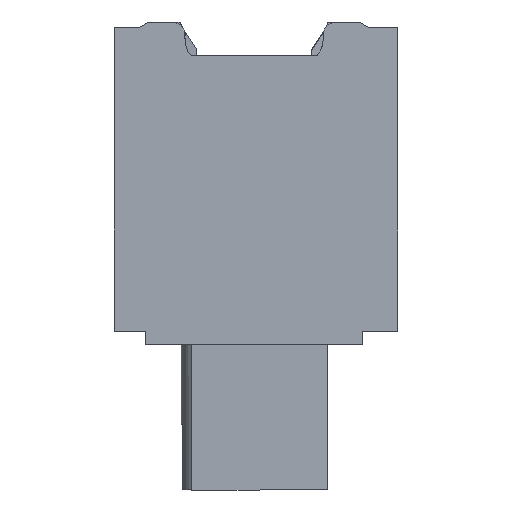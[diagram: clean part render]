
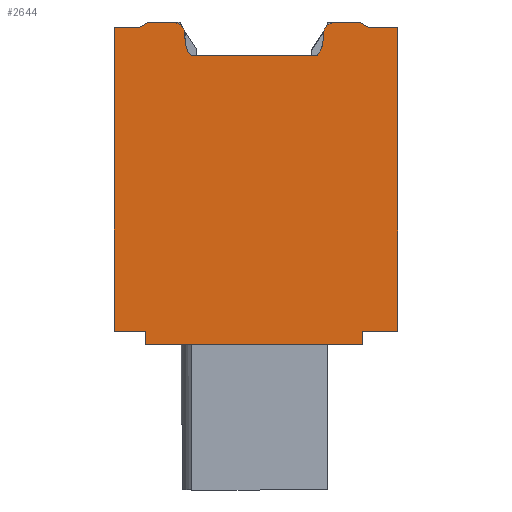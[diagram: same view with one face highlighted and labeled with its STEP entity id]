
A CAD part, left-side view. The second image highlights one B-rep face of the part: STEP entity #2644.
In plain terms, the highlighted planar face has unit normal (-1, 0, 0).
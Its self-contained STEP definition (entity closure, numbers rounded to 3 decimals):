
#875=AXIS2_PLACEMENT_3D('Circle Axis2P3D',#873,#874,$) ;
#923=AXIS2_PLACEMENT_3D('Circle Axis2P3D',#921,#922,$) ;
#2547=AXIS2_PLACEMENT_3D('Plane Axis2P3D',#2544,#2545,#2546) ;
#837=CARTESIAN_POINT('Vertex',(0.,11.939,25.)) ;
#853=CARTESIAN_POINT('Vertex',(0.,13.4,25.)) ;
#856=CARTESIAN_POINT('Line Origine',(0.,8.675,25.)) ;
#873=CARTESIAN_POINT('Axis2P3D Location',(0.,11.939,24.5)) ;
#877=CARTESIAN_POINT('Vertex',(0.,11.439,24.525)) ;
#918=CARTESIAN_POINT('Vertex',(0.,3.961,24.525)) ;
#921=CARTESIAN_POINT('Axis2P3D Location',(0.,3.461,24.5)) ;
#925=CARTESIAN_POINT('Vertex',(0.,3.461,25.)) ;
#959=CARTESIAN_POINT('Line Origine',(0.,6.725,25.)) ;
#963=CARTESIAN_POINT('Vertex',(0.,2.,25.)) ;
#990=CARTESIAN_POINT('Line Origine',(0.,1.75,24.875)) ;
#994=CARTESIAN_POINT('Vertex',(0.,1.5,24.75)) ;
#1065=CARTESIAN_POINT('Vertex',(0.,13.9,24.75)) ;
#1068=CARTESIAN_POINT('Line Origine',(0.,13.65,24.875)) ;
#1961=CARTESIAN_POINT('Vertex',(0.,4.45,23.25)) ;
#1965=CARTESIAN_POINT('Control Point',(0.,4.45,23.25)) ;
#1966=CARTESIAN_POINT('Control Point',(0.,4.406,23.25)) ;
#1967=CARTESIAN_POINT('Control Point',(0.,4.364,23.258)) ;
#1968=CARTESIAN_POINT('Control Point',(0.,4.321,23.278)) ;
#1969=CARTESIAN_POINT('Control Point',(0.,4.241,23.336)) ;
#1970=CARTESIAN_POINT('Control Point',(0.,4.178,23.426)) ;
#1971=CARTESIAN_POINT('Control Point',(0.,4.15,23.48)) ;
#1972=CARTESIAN_POINT('Control Point',(0.,4.077,23.649)) ;
#1973=CARTESIAN_POINT('Control Point',(0.,4.035,23.833)) ;
#1974=CARTESIAN_POINT('Control Point',(0.,4.014,23.952)) ;
#1975=CARTESIAN_POINT('Control Point',(0.,3.989,24.142)) ;
#1976=CARTESIAN_POINT('Control Point',(0.,3.973,24.328)) ;
#1977=CARTESIAN_POINT('Control Point',(0.,3.968,24.394)) ;
#1978=CARTESIAN_POINT('Control Point',(0.,3.964,24.459)) ;
#1979=CARTESIAN_POINT('Control Point',(0.,3.961,24.525)) ;
#2005=CARTESIAN_POINT('Control Point',(0.,10.95,23.25)) ;
#2006=CARTESIAN_POINT('Control Point',(0.,11.005,23.25)) ;
#2007=CARTESIAN_POINT('Control Point',(0.,11.059,23.263)) ;
#2008=CARTESIAN_POINT('Control Point',(0.,11.109,23.294)) ;
#2009=CARTESIAN_POINT('Control Point',(0.,11.228,23.409)) ;
#2010=CARTESIAN_POINT('Control Point',(0.,11.297,23.576)) ;
#2011=CARTESIAN_POINT('Control Point',(0.,11.33,23.686)) ;
#2012=CARTESIAN_POINT('Control Point',(0.,11.384,23.922)) ;
#2013=CARTESIAN_POINT('Control Point',(0.,11.413,24.158)) ;
#2014=CARTESIAN_POINT('Control Point',(0.,11.425,24.281)) ;
#2015=CARTESIAN_POINT('Control Point',(0.,11.433,24.403)) ;
#2016=CARTESIAN_POINT('Control Point',(0.,11.439,24.525)) ;
#2017=CARTESIAN_POINT('Vertex',(0.,10.95,23.25)) ;
#2241=CARTESIAN_POINT('Line Origine',(0.,0.75,24.75)) ;
#2245=CARTESIAN_POINT('Vertex',(0.,0.,24.75)) ;
#2544=CARTESIAN_POINT('Axis2P3D Location',(0.,15.2,7.8)) ;
#2549=CARTESIAN_POINT('Line Origine',(0.,1.55,8.5)) ;
#2553=CARTESIAN_POINT('Vertex',(0.,1.9,8.5)) ;
#2555=CARTESIAN_POINT('Vertex',(0.,1.2,8.5)) ;
#2558=CARTESIAN_POINT('Line Origine',(0.,0.6,8.5)) ;
#2562=CARTESIAN_POINT('Vertex',(0.,0.,8.5)) ;
#2565=CARTESIAN_POINT('Line Origine',(0.,0.,16.625)) ;
#2570=CARTESIAN_POINT('Line Origine',(0.,7.7,23.25)) ;
#2575=CARTESIAN_POINT('Line Origine',(0.,14.55,24.75)) ;
#2579=CARTESIAN_POINT('Vertex',(0.,15.2,24.75)) ;
#2582=CARTESIAN_POINT('Line Origine',(0.,15.2,16.625)) ;
#2586=CARTESIAN_POINT('Vertex',(0.,15.2,8.5)) ;
#2589=CARTESIAN_POINT('Line Origine',(0.,14.6,8.5)) ;
#2593=CARTESIAN_POINT('Vertex',(0.,14.,8.5)) ;
#2596=CARTESIAN_POINT('Line Origine',(0.,13.75,8.5)) ;
#2600=CARTESIAN_POINT('Vertex',(0.,13.5,8.5)) ;
#2603=CARTESIAN_POINT('Line Origine',(0.,13.5,8.15)) ;
#2607=CARTESIAN_POINT('Vertex',(0.,13.5,7.8)) ;
#2610=CARTESIAN_POINT('Line Origine',(0.,7.7,7.8)) ;
#2614=CARTESIAN_POINT('Vertex',(0.,1.9,7.8)) ;
#2617=CARTESIAN_POINT('Line Origine',(0.,1.9,8.15)) ;
#857=DIRECTION('Vector Direction',(0.,-1.,0.)) ;
#874=DIRECTION('Axis2P3D Direction',(1.,0.,0.)) ;
#922=DIRECTION('Axis2P3D Direction',(-1.,0.,0.)) ;
#960=DIRECTION('Vector Direction',(0.,1.,0.)) ;
#991=DIRECTION('Vector Direction',(0.,0.894,0.447)) ;
#1069=DIRECTION('Vector Direction',(0.,-0.894,0.447)) ;
#2242=DIRECTION('Vector Direction',(0.,1.,0.)) ;
#2545=DIRECTION('Axis2P3D Direction',(1.,0.,0.)) ;
#2546=DIRECTION('Axis2P3D XDirection',(0.,0.,1.)) ;
#2550=DIRECTION('Vector Direction',(0.,1.,0.)) ;
#2559=DIRECTION('Vector Direction',(0.,-1.,0.)) ;
#2566=DIRECTION('Vector Direction',(0.,0.,-1.)) ;
#2571=DIRECTION('Vector Direction',(0.,1.,0.)) ;
#2576=DIRECTION('Vector Direction',(0.,-1.,0.)) ;
#2583=DIRECTION('Vector Direction',(0.,0.,-1.)) ;
#2590=DIRECTION('Vector Direction',(0.,-1.,0.)) ;
#2597=DIRECTION('Vector Direction',(0.,1.,0.)) ;
#2604=DIRECTION('Vector Direction',(0.,0.,1.)) ;
#2611=DIRECTION('Vector Direction',(0.,-1.,0.)) ;
#2618=DIRECTION('Vector Direction',(0.,0.,-1.)) ;
#858=VECTOR('Line Direction',#857,1.) ;
#961=VECTOR('Line Direction',#960,1.) ;
#992=VECTOR('Line Direction',#991,1.) ;
#1070=VECTOR('Line Direction',#1069,1.) ;
#2243=VECTOR('Line Direction',#2242,1.) ;
#2551=VECTOR('Line Direction',#2550,1.) ;
#2560=VECTOR('Line Direction',#2559,1.) ;
#2567=VECTOR('Line Direction',#2566,1.) ;
#2572=VECTOR('Line Direction',#2571,1.) ;
#2577=VECTOR('Line Direction',#2576,1.) ;
#2584=VECTOR('Line Direction',#2583,1.) ;
#2591=VECTOR('Line Direction',#2590,1.) ;
#2598=VECTOR('Line Direction',#2597,1.) ;
#2605=VECTOR('Line Direction',#2604,1.) ;
#2612=VECTOR('Line Direction',#2611,1.) ;
#2619=VECTOR('Line Direction',#2618,1.) ;
#2623=ORIENTED_EDGE('',*,*,#2557,.T.) ;
#2624=ORIENTED_EDGE('',*,*,#2564,.T.) ;
#2625=ORIENTED_EDGE('',*,*,#2569,.F.) ;
#2626=ORIENTED_EDGE('',*,*,#2247,.T.) ;
#2627=ORIENTED_EDGE('',*,*,#996,.T.) ;
#2628=ORIENTED_EDGE('',*,*,#965,.T.) ;
#2629=ORIENTED_EDGE('',*,*,#927,.T.) ;
#2630=ORIENTED_EDGE('',*,*,#1980,.F.) ;
#2631=ORIENTED_EDGE('',*,*,#2574,.T.) ;
#2632=ORIENTED_EDGE('',*,*,#2019,.F.) ;
#2633=ORIENTED_EDGE('',*,*,#879,.F.) ;
#2634=ORIENTED_EDGE('',*,*,#860,.F.) ;
#2635=ORIENTED_EDGE('',*,*,#1072,.F.) ;
#2636=ORIENTED_EDGE('',*,*,#2581,.F.) ;
#2637=ORIENTED_EDGE('',*,*,#2588,.T.) ;
#2638=ORIENTED_EDGE('',*,*,#2595,.T.) ;
#2639=ORIENTED_EDGE('',*,*,#2602,.T.) ;
#2640=ORIENTED_EDGE('',*,*,#2609,.T.) ;
#2641=ORIENTED_EDGE('',*,*,#2616,.T.) ;
#2642=ORIENTED_EDGE('',*,*,#2621,.T.) ;
#2644=ADVANCED_FACE('housing',(#2643),#2548,.F.) ;
#1964=B_SPLINE_CURVE_WITH_KNOTS('',5,(#1965,#1966,#1967,#1968,#1969,#1970,#1971,#1972,#1973,#1974,#1975,#1976,#1977,#1978,#1979),.UNSPECIFIED.,.F.,.U.,(6,3,3,3,6),(0.,0.307,0.698,1.499,1.937),.UNSPECIFIED.) ;
#2004=B_SPLINE_CURVE_WITH_KNOTS('',5,(#2005,#2006,#2007,#2008,#2009,#2010,#2011,#2012,#2013,#2014,#2015,#2016),.UNSPECIFIED.,.F.,.U.,(6,3,3,6),(0.,0.386,1.123,1.938),.UNSPECIFIED.) ;
#876=CIRCLE('generated circle',#875,0.5) ;
#924=CIRCLE('generated circle',#923,0.5) ;
#860=EDGE_CURVE('',#854,#838,#859,.T.) ;
#879=EDGE_CURVE('',#838,#878,#876,.T.) ;
#927=EDGE_CURVE('',#926,#919,#924,.T.) ;
#965=EDGE_CURVE('',#964,#926,#962,.T.) ;
#996=EDGE_CURVE('',#995,#964,#993,.T.) ;
#1072=EDGE_CURVE('',#1066,#854,#1071,.T.) ;
#1980=EDGE_CURVE('',#1962,#919,#1964,.T.) ;
#2019=EDGE_CURVE('',#878,#2018,#2004,.F.) ;
#2247=EDGE_CURVE('',#2246,#995,#2244,.T.) ;
#2557=EDGE_CURVE('',#2554,#2556,#2552,.F.) ;
#2564=EDGE_CURVE('',#2556,#2563,#2561,.T.) ;
#2569=EDGE_CURVE('',#2246,#2563,#2568,.T.) ;
#2574=EDGE_CURVE('',#1962,#2018,#2573,.T.) ;
#2581=EDGE_CURVE('',#2580,#1066,#2578,.T.) ;
#2588=EDGE_CURVE('',#2580,#2587,#2585,.T.) ;
#2595=EDGE_CURVE('',#2587,#2594,#2592,.T.) ;
#2602=EDGE_CURVE('',#2594,#2601,#2599,.F.) ;
#2609=EDGE_CURVE('',#2601,#2608,#2606,.F.) ;
#2616=EDGE_CURVE('',#2608,#2615,#2613,.T.) ;
#2621=EDGE_CURVE('',#2615,#2554,#2620,.F.) ;
#2622=EDGE_LOOP('',(#2623,#2624,#2625,#2626,#2627,#2628,#2629,#2630,#2631,#2632,#2633,#2634,#2635,#2636,#2637,#2638,#2639,#2640,#2641,#2642)) ;
#2643=FACE_OUTER_BOUND('',#2622,.T.) ;
#859=LINE('Line',#856,#858) ;
#962=LINE('Line',#959,#961) ;
#993=LINE('Line',#990,#992) ;
#1071=LINE('Line',#1068,#1070) ;
#2244=LINE('Line',#2241,#2243) ;
#2552=LINE('Line',#2549,#2551) ;
#2561=LINE('Line',#2558,#2560) ;
#2568=LINE('Line',#2565,#2567) ;
#2573=LINE('Line',#2570,#2572) ;
#2578=LINE('Line',#2575,#2577) ;
#2585=LINE('Line',#2582,#2584) ;
#2592=LINE('Line',#2589,#2591) ;
#2599=LINE('Line',#2596,#2598) ;
#2606=LINE('Line',#2603,#2605) ;
#2613=LINE('Line',#2610,#2612) ;
#2620=LINE('Line',#2617,#2619) ;
#2548=PLANE('',#2547) ;
#838=VERTEX_POINT('',#837) ;
#854=VERTEX_POINT('',#853) ;
#878=VERTEX_POINT('',#877) ;
#919=VERTEX_POINT('',#918) ;
#926=VERTEX_POINT('',#925) ;
#964=VERTEX_POINT('',#963) ;
#995=VERTEX_POINT('',#994) ;
#1066=VERTEX_POINT('',#1065) ;
#1962=VERTEX_POINT('',#1961) ;
#2018=VERTEX_POINT('',#2017) ;
#2246=VERTEX_POINT('',#2245) ;
#2554=VERTEX_POINT('',#2553) ;
#2556=VERTEX_POINT('',#2555) ;
#2563=VERTEX_POINT('',#2562) ;
#2580=VERTEX_POINT('',#2579) ;
#2587=VERTEX_POINT('',#2586) ;
#2594=VERTEX_POINT('',#2593) ;
#2601=VERTEX_POINT('',#2600) ;
#2608=VERTEX_POINT('',#2607) ;
#2615=VERTEX_POINT('',#2614) ;
